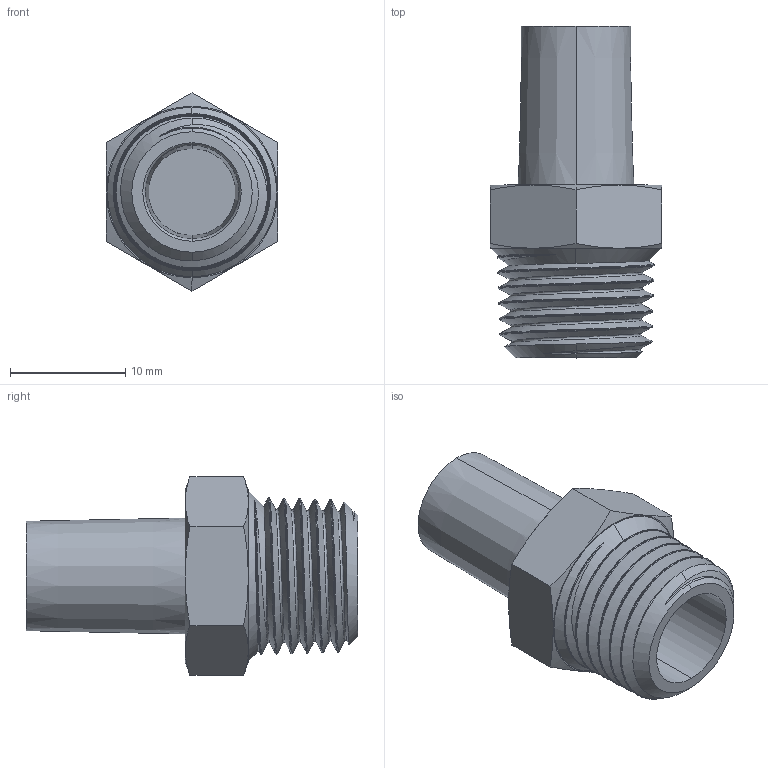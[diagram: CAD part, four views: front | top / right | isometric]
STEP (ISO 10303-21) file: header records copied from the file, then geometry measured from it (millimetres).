
FILE_DESCRIPTION (( 'STEP AP214' ), '1' );
FILE_NAME ('6.35 mm BSPT Muffler.STEP', '2019-08-06T00:32:52', ( '' ), ( '' ), 'SwSTEP 2.0', 'SolidWorks 2018', '' );
FILE_SCHEMA (( 'AUTOMOTIVE_DESIGN' ));
Length unit declared in the file: millimetre
Products named in the file (3): 6.35 mm BSPT Muffler; Body, 6.35 mm BSPT Muffler_default; Muffler Body, 6.35 mm BSPT Muffler
Assembly tree (2 placements, depth 2):
  6.35 mm BSPT Muffler
    Body, 6.35 mm BSPT Muffler_default
    Muffler Body, 6.35 mm BSPT Muffler
Bounding box: 14.9 x 28.8 x 17.2 mm (x, y, z)
Volume: 1611 mm3; surface area: 2723.6 mm2
Topology: 2 solids, 2 shells, 69 faces, 161 edges, 102 vertices
Faces by surface type: cone 35, plane 16, cylinder 10, bspline 5, torus 3
Entity records: 9186 total; most frequent: CARTESIAN_POINT 7607, ORIENTED_EDGE 322, DIRECTION 282, EDGE_CURVE 161, AXIS2_PLACEMENT_3D 122, VERTEX_POINT 102, EDGE_LOOP 77, B_SPLINE_CURVE_WITH_KNOTS 70
